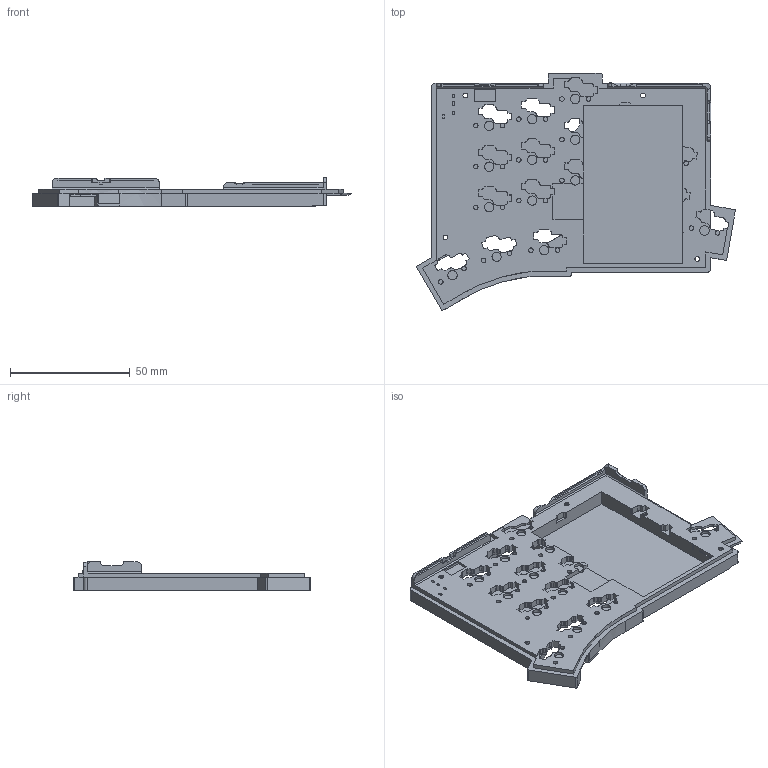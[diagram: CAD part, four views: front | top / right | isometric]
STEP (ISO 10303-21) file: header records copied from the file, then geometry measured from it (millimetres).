
FILE_DESCRIPTION(/* description */ (''),/* implementation_level */ '2;1');
FILE_NAME(/* name */ 'TOTEMcase_Tenting_1000mah_R.step',/* time_stamp */ '2024-10-26T03:02:55+08:00',/* author */ (''),/* organization */ (''),/* preprocessor_version */ 'ST-DEVELOPER v20',/* originating_system */ 'Autodesk Translation Framework v13.20.0.188',/* authorisation */ '');
FILE_SCHEMA (('AUTOMOTIVE_DESIGN { 1 0 10303 214 3 1 1 }'));
Length unit declared in the file: millimetre
Products named in the file (2): TOTEMcase_BLE_adaptation_R; TOTEMcase_v08_6mm_BLE_tenting_bottom_R
Assembly tree (1 placements, depth 2):
  TOTEMcase_BLE_adaptation_R
    TOTEMcase_v08_6mm_BLE_tenting_bottom_R
Bounding box: 133.11 x 99.01 x 11.89 mm (x, y, z)
Volume: 40615.4 mm3; surface area: 27570.8 mm2
Topology: 3 solids, 6 shells, 947 faces, 2611 edges, 1708 vertices
Faces by surface type: plane 461, bspline 380, cylinder 92, cone 12, torus 2
Full cylindrical faces by diameter (mm): 1.01 x1, 1.041 x1, 1.9 x13, 2 x4, 3.9 x12, 4.3 x4, 9 x6
Entity records: 34477 total; most frequent: CARTESIAN_POINT 12414, ORIENTED_EDGE 5222, DIRECTION 3418, EDGE_CURVE 2611, LINE 1716, VECTOR 1716, VERTEX_POINT 1708, EDGE_LOOP 1003
